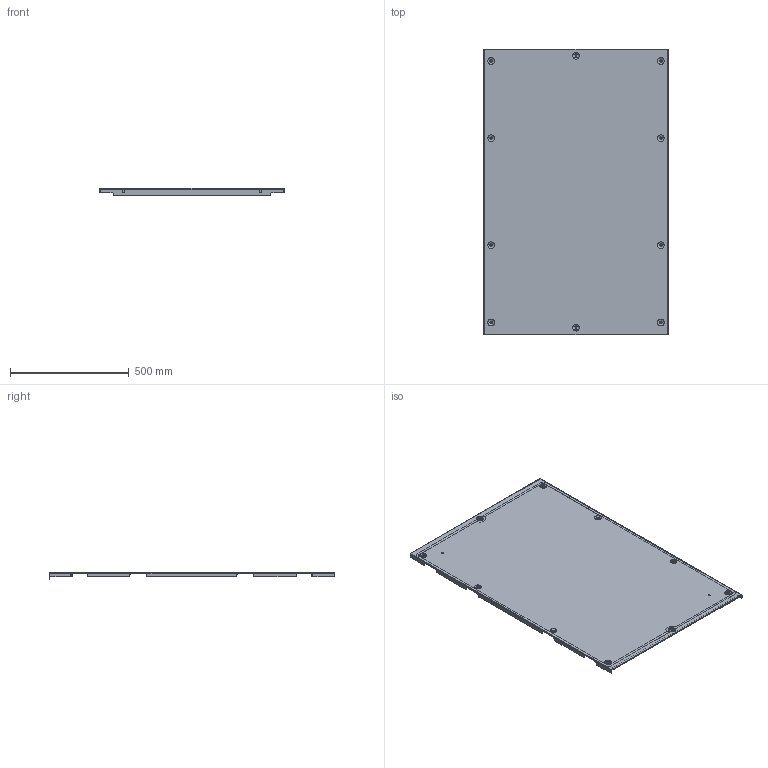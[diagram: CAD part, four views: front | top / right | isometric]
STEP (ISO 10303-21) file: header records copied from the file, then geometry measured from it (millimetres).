
FILE_DESCRIPTION (( 'STEP AP214' ), '1' );
FILE_NAME ('609.128.STEP', '2024-09-24T08:14:11', ( '' ), ( '' ), 'SwSTEP 2.0', 'SolidWorks 2021', '' );
FILE_SCHEMA (( 'AUTOMOTIVE_DESIGN' ));
Length unit declared in the file: millimetre
Products named in the file (4): Áîêîâàÿ ïàíåëü H1200D800; Øïèëüêà ïðèâàðíàÿ Ì6õ16; Ãàñêåòèíã H1200D800; 609.128
Assembly tree (4 placements, depth 2):
  609.128
    Áîêîâàÿ ïàíåëü H1200D800
    Øïèëüêà ïðèâàðíàÿ Ì6õ16  x2
    Ãàñêåòèíã H1200D800
Bounding box: 778 x 1202.23 x 30 mm (x, y, z)
Volume: 1588636.2 mm3; surface area: 2082447.3 mm2
Topology: 4 solids, 4 shells, 246 faces, 599 edges, 381 vertices
Faces by surface type: plane 103, cylinder 85, cone 44, bspline 10, torus 4
Entity records: 7933 total; most frequent: CARTESIAN_POINT 1992, DIRECTION 1257, ORIENTED_EDGE 1166, EDGE_CURVE 583, AXIS2_PLACEMENT_3D 476, VERTEX_POINT 371, LINE 305, VECTOR 305
